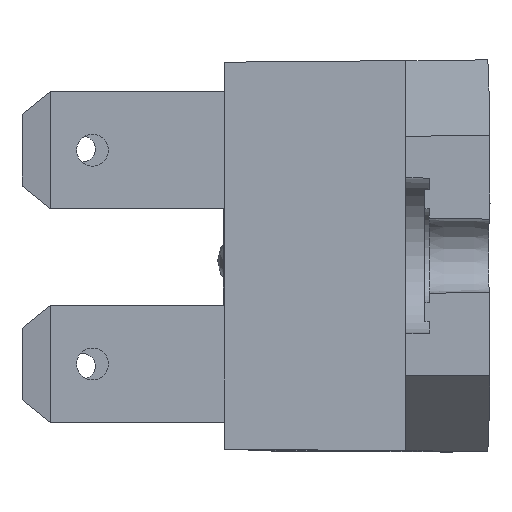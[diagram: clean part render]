
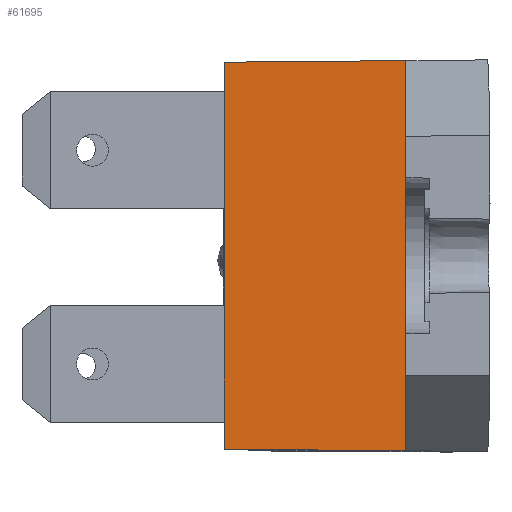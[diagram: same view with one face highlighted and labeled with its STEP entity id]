
A CAD part, left-side view. The second image highlights one B-rep face of the part: STEP entity #61695.
In plain terms, the highlighted planar face has unit normal (-1, 0.009, 0).
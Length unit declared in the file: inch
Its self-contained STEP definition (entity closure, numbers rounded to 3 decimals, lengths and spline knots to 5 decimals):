
#358 = EDGE_CURVE ( 'NONE', #32659, #6868, #27974, .T. ) ;
#2941 = ORIENTED_EDGE ( 'NONE', *, *, #50199, .F. ) ;
#3357 = VERTEX_POINT ( 'NONE', #43840 ) ;
#6175 = DIRECTION ( 'NONE',  ( 0., 0., 1. ) ) ;
#6868 = VERTEX_POINT ( 'NONE', #36717 ) ;
#7081 = FACE_OUTER_BOUND ( 'NONE', #29728, .T. ) ;
#7694 = CARTESIAN_POINT ( 'NONE',  ( 0.19207, 0.97193, 1.26476 ) ) ;
#8917 = EDGE_CURVE ( 'NONE', #32659, #54058, #31575, .T. ) ;
#10148 = PLANE ( 'NONE',  #55844 ) ;
#10354 = DIRECTION ( 'NONE',  ( -1., 0.009, 0. ) ) ;
#15233 = VECTOR ( 'NONE', #20464, 39.37008 ) ;
#19975 = VECTOR ( 'NONE', #28504, 39.37008 ) ;
#20455 = CARTESIAN_POINT ( 'NONE',  ( 0.19207, 0.97193, 0.85312 ) ) ;
#20464 = DIRECTION ( 'NONE',  ( -0.009, -1., -0.009 ) ) ;
#22964 = VECTOR ( 'NONE', #37676, 39.37008 ) ;
#27810 = EDGE_CURVE ( 'NONE', #3357, #6868, #56727, .T. ) ;
#27974 = LINE ( 'NONE', #53939, #15233 ) ;
#28504 = DIRECTION ( 'NONE',  ( 0., 0., -1. ) ) ;
#29728 = EDGE_LOOP ( 'NONE', ( #36900, #2941, #40223, #32002 ) ) ;
#31575 = LINE ( 'NONE', #20455, #42778 ) ;
#32002 = ORIENTED_EDGE ( 'NONE', *, *, #358, .T. ) ;
#32659 = VERTEX_POINT ( 'NONE', #39625 ) ;
#36717 = CARTESIAN_POINT ( 'NONE',  ( 0.1887, 0.58593, 0.43812 ) ) ;
#36900 = ORIENTED_EDGE ( 'NONE', *, *, #27810, .F. ) ;
#37676 = DIRECTION ( 'NONE',  ( -0.009, -1., 0.009 ) ) ;
#39055 = CARTESIAN_POINT ( 'NONE',  ( 0.1887, 0.58593, 0.43812 ) ) ;
#39625 = CARTESIAN_POINT ( 'NONE',  ( 0.19207, 0.97193, 0.44149 ) ) ;
#40223 = ORIENTED_EDGE ( 'NONE', *, *, #8917, .F. ) ;
#42028 = CARTESIAN_POINT ( 'NONE',  ( 0.18876, 0.59318, 1.26806 ) ) ;
#42778 = VECTOR ( 'NONE', #6175, 39.37008 ) ;
#43840 = CARTESIAN_POINT ( 'NONE',  ( 0.1887, 0.58593, 1.26812 ) ) ;
#43889 = DIRECTION ( 'NONE',  ( -0.009, -1., 0. ) ) ;
#50199 = EDGE_CURVE ( 'NONE', #54058, #3357, #61198, .T. ) ;
#52802 = CARTESIAN_POINT ( 'NONE',  ( 0.1887, 0.58593, 0.43812 ) ) ;
#53939 = CARTESIAN_POINT ( 'NONE',  ( 0.1887, 0.58593, 0.43812 ) ) ;
#54058 = VERTEX_POINT ( 'NONE', #7694 ) ;
#55844 = AXIS2_PLACEMENT_3D ( 'NONE', #39055, #10354, #43889 ) ;
#56727 = LINE ( 'NONE', #52802, #19975 ) ;
#61198 = LINE ( 'NONE', #42028, #22964 ) ;
#61695 = ADVANCED_FACE ( 'NONE', ( #7081 ), #10148, .T. ) ;
